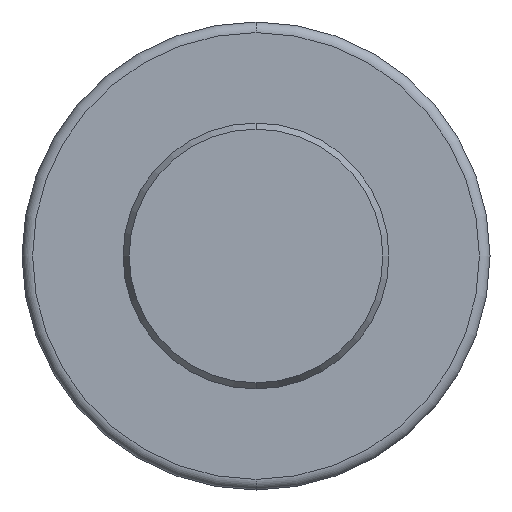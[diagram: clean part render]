
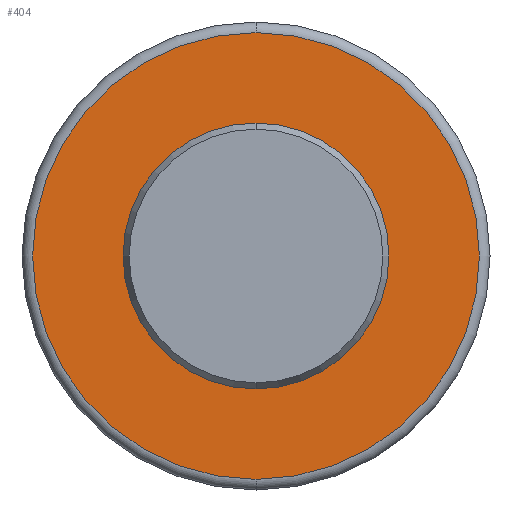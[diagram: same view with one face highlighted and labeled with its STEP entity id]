
A CAD part, front view. The second image highlights one B-rep face of the part: STEP entity #404.
In plain terms, the highlighted planar face has unit normal (0, -1, 0).
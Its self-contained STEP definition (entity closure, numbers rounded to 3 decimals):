
#6 = VERTEX_POINT ( 'NONE', #643 ) ;
#10 = CIRCLE ( 'NONE', #186, 2.1 ) ;
#35 = DIRECTION ( 'NONE',  ( 0., 0., 1. ) ) ;
#42 = DIRECTION ( 'NONE',  ( 0., 0., -1. ) ) ;
#51 = AXIS2_PLACEMENT_3D ( 'NONE', #368, #681, #42 ) ;
#66 = ORIENTED_EDGE ( 'NONE', *, *, #561, .F. ) ;
#122 = CARTESIAN_POINT ( 'NONE',  ( 0., -2.5, 0. ) ) ;
#146 = DIRECTION ( 'NONE',  ( 0., 1., 0. ) ) ;
#186 = AXIS2_PLACEMENT_3D ( 'NONE', #122, #543, #35 ) ;
#188 = EDGE_CURVE ( 'NONE', #283, #312, #10, .T. ) ;
#200 = CARTESIAN_POINT ( 'NONE',  ( 0., -2.5, 1.25 ) ) ;
#211 = DIRECTION ( 'NONE',  ( 0., -1., 0. ) ) ;
#246 = AXIS2_PLACEMENT_3D ( 'NONE', #651, #146, #600 ) ;
#265 = CARTESIAN_POINT ( 'NONE',  ( 0., -2.5, 0. ) ) ;
#282 = AXIS2_PLACEMENT_3D ( 'NONE', #392, #647, #300 ) ;
#283 = VERTEX_POINT ( 'NONE', #688 ) ;
#300 = DIRECTION ( 'NONE',  ( 0., 0., -1. ) ) ;
#312 = VERTEX_POINT ( 'NONE', #617 ) ;
#335 = EDGE_CURVE ( 'NONE', #478, #6, #705, .T. ) ;
#364 = DIRECTION ( 'NONE',  ( 0., 0., 1. ) ) ;
#368 = CARTESIAN_POINT ( 'NONE',  ( 0., -2.5, 0. ) ) ;
#373 = CIRCLE ( 'NONE', #378, 2.1 ) ;
#377 = EDGE_LOOP ( 'NONE', ( #502, #596 ) ) ;
#378 = AXIS2_PLACEMENT_3D ( 'NONE', #265, #211, #364 ) ;
#392 = CARTESIAN_POINT ( 'NONE',  ( 0., -2.5, 0. ) ) ;
#404 = ADVANCED_FACE ( 'NONE', ( #454, #552 ), #580, .F. ) ;
#454 = FACE_OUTER_BOUND ( 'NONE', #377, .T. ) ;
#478 = VERTEX_POINT ( 'NONE', #200 ) ;
#502 = ORIENTED_EDGE ( 'NONE', *, *, #709, .T. ) ;
#523 = ORIENTED_EDGE ( 'NONE', *, *, #335, .F. ) ;
#543 = DIRECTION ( 'NONE',  ( 0., -1., 0. ) ) ;
#547 = EDGE_LOOP ( 'NONE', ( #66, #523 ) ) ;
#552 = FACE_BOUND ( 'NONE', #547, .T. ) ;
#561 = EDGE_CURVE ( 'NONE', #6, #478, #657, .T. ) ;
#580 = PLANE ( 'NONE',  #246 ) ;
#596 = ORIENTED_EDGE ( 'NONE', *, *, #188, .T. ) ;
#600 = DIRECTION ( 'NONE',  ( 0., 0., 1. ) ) ;
#617 = CARTESIAN_POINT ( 'NONE',  ( 0., -2.5, 2.1 ) ) ;
#643 = CARTESIAN_POINT ( 'NONE',  ( 0., -2.5, -1.25 ) ) ;
#647 = DIRECTION ( 'NONE',  ( 0., -1., 0. ) ) ;
#651 = CARTESIAN_POINT ( 'NONE',  ( -2.2, -2.5, 0. ) ) ;
#657 = CIRCLE ( 'NONE', #282, 1.25 ) ;
#681 = DIRECTION ( 'NONE',  ( 0., -1., 0. ) ) ;
#688 = CARTESIAN_POINT ( 'NONE',  ( 0., -2.5, -2.1 ) ) ;
#705 = CIRCLE ( 'NONE', #51, 1.25 ) ;
#709 = EDGE_CURVE ( 'NONE', #312, #283, #373, .T. ) ;
